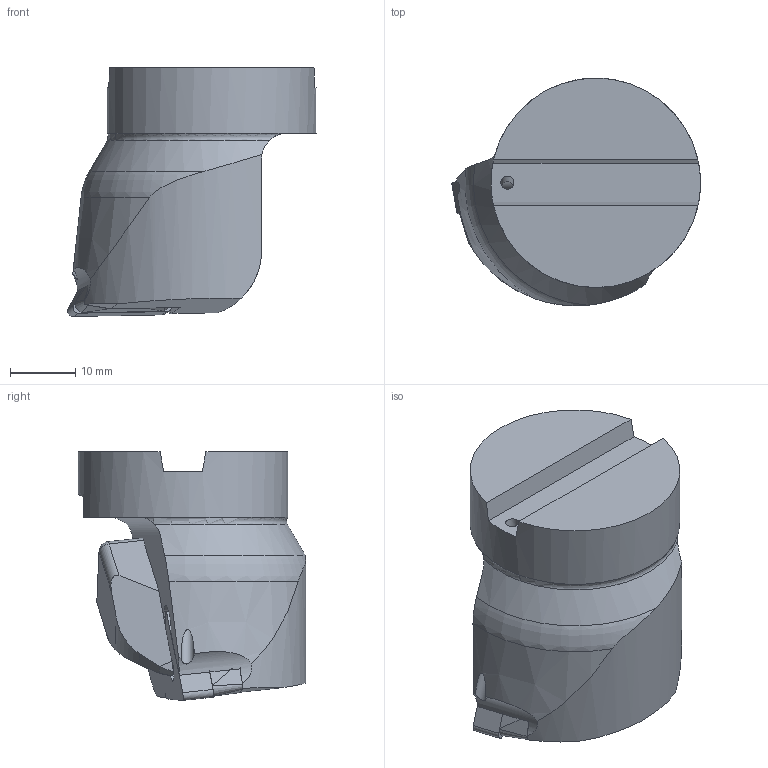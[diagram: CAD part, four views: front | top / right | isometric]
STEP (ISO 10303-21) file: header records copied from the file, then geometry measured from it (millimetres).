
FILE_DESCRIPTION((''),'1');
FILE_NAME('B32-DTFNR-22038-16.stp','2023-12-27T01:24:02',(''),(''),'Spatial Interop R21 SP3','Kubotek KeyCreator 2011 V10.0.2 (22737)',' ');
FILE_SCHEMA(('automotive_design'));
Length unit declared in the file: millimetre
Products named in the file (4): 242[4]; 241[3]; 240[2]
Bounding box: 37.97 x 34.75 x 38 mm (x, y, z)
Volume: 22803.5 mm3; surface area: 7195.2 mm2
Topology: 4 solids, 4 shells, 82 faces, 229 edges, 154 vertices
Faces by surface type: plane 45, cylinder 25, cone 8, sphere 2, torus 2
Full cylindrical faces by diameter (mm): 2 x2, 3.81 x1, 32 x1
Entity records: 5064 total; most frequent: CARTESIAN_POINT 868, ORIENTED_EDGE 444, PRESENTATION_STYLE_ASSIGNMENT 394, COLOUR_RGB 394, DIRECTION 382, STYLED_ITEM 308, CURVE_STYLE 308, DRAUGHTING_PRE_DEFINED_CURVE_FONT 308
